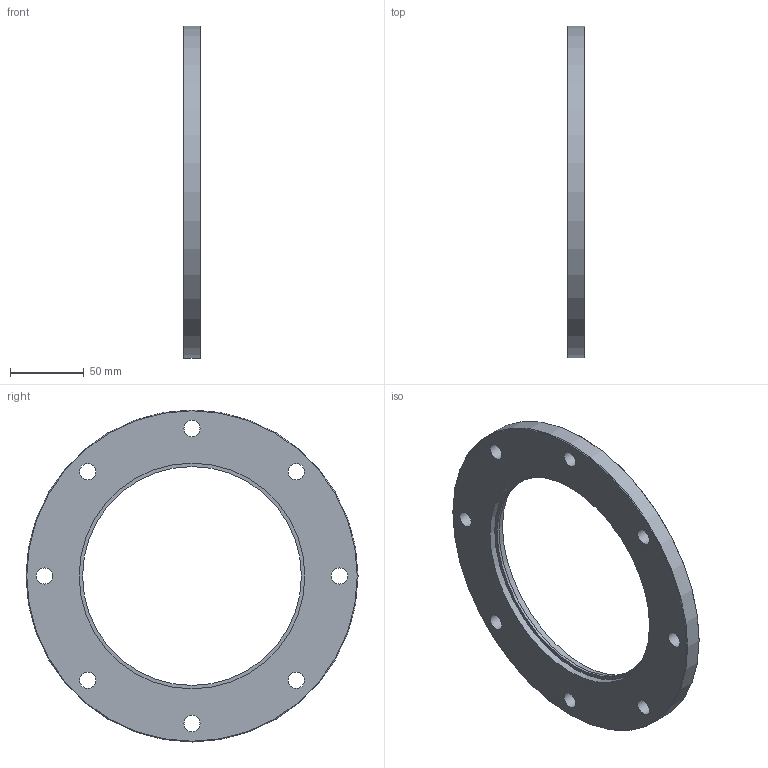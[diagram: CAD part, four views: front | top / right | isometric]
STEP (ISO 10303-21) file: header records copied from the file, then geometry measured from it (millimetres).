
FILE_DESCRIPTION(/* description */ (''),/* implementation_level */ '2;1');
FILE_NAME(/* name */ 'FL-160LFB-W.stp',/* time_stamp */ '2018-07-12T09:45:22+01:00',/* author */ ('paul'),/* organization */ (''),/* preprocessor_version */ 'ST-DEVELOPER v17',/* originating_system */ 'Autodesk Inventor 2019',/* authorisation */ '');
FILE_SCHEMA (('AUTOMOTIVE_DESIGN { 1 0 10303 214 3 1 1 }'));
Length unit declared in the file: millimetre
Products named in the file (1): FL-160LFB-W
Bounding box: 12 x 225 x 225 mm (x, y, z)
Volume: 249207.1 mm3; surface area: 60581.2 mm2
Topology: 1 solids, 1 shells, 18 faces, 56 edges, 42 vertices
Faces by surface type: cylinder 12, plane 4, cone 2
Full cylindrical faces by diameter (mm): 11 x8, 148.3 x1, 153 x2, 225 x1
Entity records: 749 total; most frequent: DIRECTION 136, CARTESIAN_POINT 117, ORIENTED_EDGE 112, AXIS2_PLACEMENT_3D 61, EDGE_CURVE 56, CIRCLE 42, VERTEX_POINT 42, EDGE_LOOP 38
